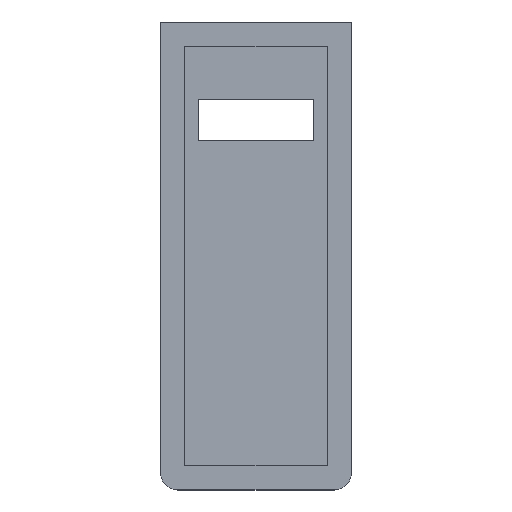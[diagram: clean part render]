
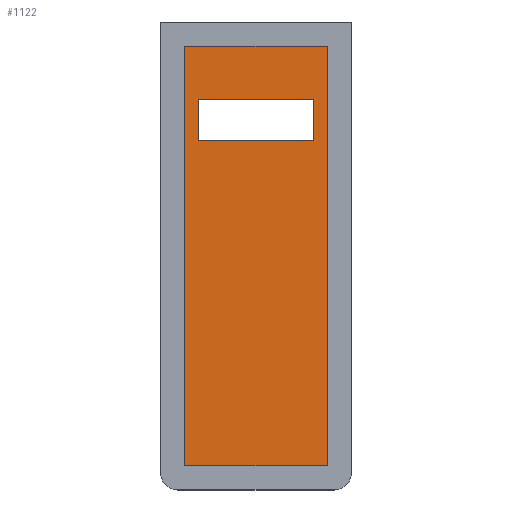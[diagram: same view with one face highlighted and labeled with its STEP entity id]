
A CAD part, top view. The second image highlights one B-rep face of the part: STEP entity #1122.
In plain terms, the highlighted planar face has unit normal (0, 0, 1).
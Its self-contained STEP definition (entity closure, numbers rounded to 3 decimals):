
#296 = PLANE('',#297);
#297 = AXIS2_PLACEMENT_3D('',#298,#299,#300);
#298 = CARTESIAN_POINT('',(-6.15,-11.3,-24.));
#299 = DIRECTION('',(0.,-1.,0.));
#300 = DIRECTION('',(1.,0.,0.));
#324 = PLANE('',#325);
#325 = AXIS2_PLACEMENT_3D('',#326,#327,#328);
#326 = CARTESIAN_POINT('',(-6.15,24.9,-24.));
#327 = DIRECTION('',(-1.,0.,0.));
#328 = DIRECTION('',(0.,-1.,0.));
#352 = PLANE('',#353);
#353 = AXIS2_PLACEMENT_3D('',#354,#355,#356);
#354 = CARTESIAN_POINT('',(6.15,24.9,-24.));
#355 = DIRECTION('',(0.,1.,0.));
#356 = DIRECTION('',(-1.,0.,0.));
#378 = PLANE('',#379);
#379 = AXIS2_PLACEMENT_3D('',#380,#381,#382);
#380 = CARTESIAN_POINT('',(6.15,24.9,-24.));
#381 = DIRECTION('',(-1.,0.,0.));
#382 = DIRECTION('',(0.,-1.,0.));
#586 = PLANE('',#587);
#587 = AXIS2_PLACEMENT_3D('',#588,#589,#590);
#588 = CARTESIAN_POINT('',(-5.,16.8,-29.));
#589 = DIRECTION('',(0.,1.,0.));
#590 = DIRECTION('',(0.,0.,1.));
#612 = PLANE('',#613);
#613 = AXIS2_PLACEMENT_3D('',#614,#615,#616);
#614 = CARTESIAN_POINT('',(-5.,16.8,-29.));
#615 = DIRECTION('',(1.,0.,0.));
#616 = DIRECTION('',(0.,0.,1.));
#638 = PLANE('',#639);
#639 = AXIS2_PLACEMENT_3D('',#640,#641,#642);
#640 = CARTESIAN_POINT('',(-5.,20.3,-29.));
#641 = DIRECTION('',(0.,1.,0.));
#642 = DIRECTION('',(0.,0.,1.));
#662 = PLANE('',#663);
#663 = AXIS2_PLACEMENT_3D('',#664,#665,#666);
#664 = CARTESIAN_POINT('',(5.,16.8,-29.));
#665 = DIRECTION('',(1.,0.,0.));
#666 = DIRECTION('',(0.,0.,1.));
#738 = VERTEX_POINT('',#739);
#739 = CARTESIAN_POINT('',(-6.15,-11.3,-24.));
#762 = VERTEX_POINT('',#763);
#763 = CARTESIAN_POINT('',(6.15,-11.3,-24.));
#784 = EDGE_CURVE('',#738,#762,#785,.T.);
#785 = SURFACE_CURVE('',#786,(#790,#797),.PCURVE_S1.);
#786 = LINE('',#787,#788);
#787 = CARTESIAN_POINT('',(-6.25,-11.3,-24.));
#788 = VECTOR('',#789,1.);
#789 = DIRECTION('',(1.,0.,0.));
#790 = PCURVE('',#296,#791);
#791 = DEFINITIONAL_REPRESENTATION('',(#792),#796);
#792 = LINE('',#793,#794);
#793 = CARTESIAN_POINT('',(-0.1,0.));
#794 = VECTOR('',#795,1.);
#795 = DIRECTION('',(1.,0.));
#796 = ( GEOMETRIC_REPRESENTATION_CONTEXT(2) 
PARAMETRIC_REPRESENTATION_CONTEXT() REPRESENTATION_CONTEXT('2D SPACE',''
  ) );
#797 = PCURVE('',#798,#803);
#798 = PLANE('',#799);
#799 = AXIS2_PLACEMENT_3D('',#800,#801,#802);
#800 = CARTESIAN_POINT('',(0.,6.8,-24.));
#801 = DIRECTION('',(0.,0.,1.));
#802 = DIRECTION('',(1.,0.,0.));
#803 = DEFINITIONAL_REPRESENTATION('',(#804),#808);
#804 = LINE('',#805,#806);
#805 = CARTESIAN_POINT('',(-6.25,-18.1));
#806 = VECTOR('',#807,1.);
#807 = DIRECTION('',(1.,0.));
#808 = ( GEOMETRIC_REPRESENTATION_CONTEXT(2) 
PARAMETRIC_REPRESENTATION_CONTEXT() REPRESENTATION_CONTEXT('2D SPACE',''
  ) );
#814 = VERTEX_POINT('',#815);
#815 = CARTESIAN_POINT('',(6.15,24.9,-24.));
#838 = EDGE_CURVE('',#814,#762,#839,.T.);
#839 = SURFACE_CURVE('',#840,(#844,#851),.PCURVE_S1.);
#840 = LINE('',#841,#842);
#841 = CARTESIAN_POINT('',(6.15,25.,-24.));
#842 = VECTOR('',#843,1.);
#843 = DIRECTION('',(0.,-1.,0.));
#844 = PCURVE('',#378,#845);
#845 = DEFINITIONAL_REPRESENTATION('',(#846),#850);
#846 = LINE('',#847,#848);
#847 = CARTESIAN_POINT('',(-0.1,0.));
#848 = VECTOR('',#849,1.);
#849 = DIRECTION('',(1.,0.));
#850 = ( GEOMETRIC_REPRESENTATION_CONTEXT(2) 
PARAMETRIC_REPRESENTATION_CONTEXT() REPRESENTATION_CONTEXT('2D SPACE',''
  ) );
#851 = PCURVE('',#798,#852);
#852 = DEFINITIONAL_REPRESENTATION('',(#853),#857);
#853 = LINE('',#854,#855);
#854 = CARTESIAN_POINT('',(6.15,18.2));
#855 = VECTOR('',#856,1.);
#856 = DIRECTION('',(0.,-1.));
#857 = ( GEOMETRIC_REPRESENTATION_CONTEXT(2) 
PARAMETRIC_REPRESENTATION_CONTEXT() REPRESENTATION_CONTEXT('2D SPACE',''
  ) );
#865 = VERTEX_POINT('',#866);
#866 = CARTESIAN_POINT('',(-6.15,24.9,-24.));
#887 = EDGE_CURVE('',#814,#865,#888,.T.);
#888 = SURFACE_CURVE('',#889,(#893,#900),.PCURVE_S1.);
#889 = LINE('',#890,#891);
#890 = CARTESIAN_POINT('',(6.25,24.9,-24.));
#891 = VECTOR('',#892,1.);
#892 = DIRECTION('',(-1.,0.,0.));
#893 = PCURVE('',#352,#894);
#894 = DEFINITIONAL_REPRESENTATION('',(#895),#899);
#895 = LINE('',#896,#897);
#896 = CARTESIAN_POINT('',(-0.1,0.));
#897 = VECTOR('',#898,1.);
#898 = DIRECTION('',(1.,0.));
#899 = ( GEOMETRIC_REPRESENTATION_CONTEXT(2) 
PARAMETRIC_REPRESENTATION_CONTEXT() REPRESENTATION_CONTEXT('2D SPACE',''
  ) );
#900 = PCURVE('',#798,#901);
#901 = DEFINITIONAL_REPRESENTATION('',(#902),#906);
#902 = LINE('',#903,#904);
#903 = CARTESIAN_POINT('',(6.25,18.1));
#904 = VECTOR('',#905,1.);
#905 = DIRECTION('',(-1.,0.));
#906 = ( GEOMETRIC_REPRESENTATION_CONTEXT(2) 
PARAMETRIC_REPRESENTATION_CONTEXT() REPRESENTATION_CONTEXT('2D SPACE',''
  ) );
#914 = EDGE_CURVE('',#865,#738,#915,.T.);
#915 = SURFACE_CURVE('',#916,(#920,#927),.PCURVE_S1.);
#916 = LINE('',#917,#918);
#917 = CARTESIAN_POINT('',(-6.15,25.,-24.));
#918 = VECTOR('',#919,1.);
#919 = DIRECTION('',(0.,-1.,0.));
#920 = PCURVE('',#324,#921);
#921 = DEFINITIONAL_REPRESENTATION('',(#922),#926);
#922 = LINE('',#923,#924);
#923 = CARTESIAN_POINT('',(-0.1,0.));
#924 = VECTOR('',#925,1.);
#925 = DIRECTION('',(1.,0.));
#926 = ( GEOMETRIC_REPRESENTATION_CONTEXT(2) 
PARAMETRIC_REPRESENTATION_CONTEXT() REPRESENTATION_CONTEXT('2D SPACE',''
  ) );
#927 = PCURVE('',#798,#928);
#928 = DEFINITIONAL_REPRESENTATION('',(#929),#933);
#929 = LINE('',#930,#931);
#930 = CARTESIAN_POINT('',(-6.15,18.2));
#931 = VECTOR('',#932,1.);
#932 = DIRECTION('',(0.,-1.));
#933 = ( GEOMETRIC_REPRESENTATION_CONTEXT(2) 
PARAMETRIC_REPRESENTATION_CONTEXT() REPRESENTATION_CONTEXT('2D SPACE',''
  ) );
#939 = VERTEX_POINT('',#940);
#940 = CARTESIAN_POINT('',(5.,16.8,-24.));
#963 = VERTEX_POINT('',#964);
#964 = CARTESIAN_POINT('',(-5.,16.8,-24.));
#985 = EDGE_CURVE('',#939,#963,#986,.T.);
#986 = SURFACE_CURVE('',#987,(#991,#997),.PCURVE_S1.);
#987 = LINE('',#988,#989);
#988 = CARTESIAN_POINT('',(-2.5,16.8,-24.));
#989 = VECTOR('',#990,1.);
#990 = DIRECTION('',(-1.,0.,0.));
#991 = PCURVE('',#586,#992);
#992 = DEFINITIONAL_REPRESENTATION('',(#993),#996);
#993 = B_SPLINE_CURVE_WITH_KNOTS('',1,(#994,#995),.UNSPECIFIED.,.F.,.F.,
  (2,2),(-8.5,3.5),.PIECEWISE_BEZIER_KNOTS.);
#994 = CARTESIAN_POINT('',(5.,11.));
#995 = CARTESIAN_POINT('',(5.,-1.));
#996 = ( GEOMETRIC_REPRESENTATION_CONTEXT(2) 
PARAMETRIC_REPRESENTATION_CONTEXT() REPRESENTATION_CONTEXT('2D SPACE',''
  ) );
#997 = PCURVE('',#798,#998);
#998 = DEFINITIONAL_REPRESENTATION('',(#999),#1002);
#999 = B_SPLINE_CURVE_WITH_KNOTS('',1,(#1000,#1001),.UNSPECIFIED.,.F.,
  .F.,(2,2),(-8.5,3.5),.PIECEWISE_BEZIER_KNOTS.);
#1000 = CARTESIAN_POINT('',(6.,10.));
#1001 = CARTESIAN_POINT('',(-6.,10.));
#1002 = ( GEOMETRIC_REPRESENTATION_CONTEXT(2) 
PARAMETRIC_REPRESENTATION_CONTEXT() REPRESENTATION_CONTEXT('2D SPACE',''
  ) );
#1010 = VERTEX_POINT('',#1011);
#1011 = CARTESIAN_POINT('',(5.,20.3,-24.));
#1032 = EDGE_CURVE('',#939,#1010,#1033,.T.);
#1033 = SURFACE_CURVE('',#1034,(#1038,#1044),.PCURVE_S1.);
#1034 = LINE('',#1035,#1036);
#1035 = CARTESIAN_POINT('',(5.,11.8,-24.));
#1036 = VECTOR('',#1037,1.);
#1037 = DIRECTION('',(0.,1.,0.));
#1038 = PCURVE('',#662,#1039);
#1039 = DEFINITIONAL_REPRESENTATION('',(#1040),#1043);
#1040 = B_SPLINE_CURVE_WITH_KNOTS('',1,(#1041,#1042),.UNSPECIFIED.,.F.,
  .F.,(2,2),(4.65,8.85),.PIECEWISE_BEZIER_KNOTS.);
#1041 = CARTESIAN_POINT('',(5.,0.35));
#1042 = CARTESIAN_POINT('',(5.,-3.85));
#1043 = ( GEOMETRIC_REPRESENTATION_CONTEXT(2) 
PARAMETRIC_REPRESENTATION_CONTEXT() REPRESENTATION_CONTEXT('2D SPACE',''
  ) );
#1044 = PCURVE('',#798,#1045);
#1045 = DEFINITIONAL_REPRESENTATION('',(#1046),#1049);
#1046 = B_SPLINE_CURVE_WITH_KNOTS('',1,(#1047,#1048),.UNSPECIFIED.,.F.,
  .F.,(2,2),(4.65,8.85),.PIECEWISE_BEZIER_KNOTS.);
#1047 = CARTESIAN_POINT('',(5.,9.65));
#1048 = CARTESIAN_POINT('',(5.,13.85));
#1049 = ( GEOMETRIC_REPRESENTATION_CONTEXT(2) 
PARAMETRIC_REPRESENTATION_CONTEXT() REPRESENTATION_CONTEXT('2D SPACE',''
  ) );
#1057 = VERTEX_POINT('',#1058);
#1058 = CARTESIAN_POINT('',(-5.,20.3,-24.));
#1079 = EDGE_CURVE('',#1010,#1057,#1080,.T.);
#1080 = SURFACE_CURVE('',#1081,(#1085,#1091),.PCURVE_S1.);
#1081 = LINE('',#1082,#1083);
#1082 = CARTESIAN_POINT('',(-2.5,20.3,-24.));
#1083 = VECTOR('',#1084,1.);
#1084 = DIRECTION('',(-1.,0.,0.));
#1085 = PCURVE('',#638,#1086);
#1086 = DEFINITIONAL_REPRESENTATION('',(#1087),#1090);
#1087 = B_SPLINE_CURVE_WITH_KNOTS('',1,(#1088,#1089),.UNSPECIFIED.,.F.,
  .F.,(2,2),(-8.5,3.5),.PIECEWISE_BEZIER_KNOTS.);
#1088 = CARTESIAN_POINT('',(5.,11.));
#1089 = CARTESIAN_POINT('',(5.,-1.));
#1090 = ( GEOMETRIC_REPRESENTATION_CONTEXT(2) 
PARAMETRIC_REPRESENTATION_CONTEXT() REPRESENTATION_CONTEXT('2D SPACE',''
  ) );
#1091 = PCURVE('',#798,#1092);
#1092 = DEFINITIONAL_REPRESENTATION('',(#1093),#1096);
#1093 = B_SPLINE_CURVE_WITH_KNOTS('',1,(#1094,#1095),.UNSPECIFIED.,.F.,
  .F.,(2,2),(-8.5,3.5),.PIECEWISE_BEZIER_KNOTS.);
#1094 = CARTESIAN_POINT('',(6.,13.5));
#1095 = CARTESIAN_POINT('',(-6.,13.5));
#1096 = ( GEOMETRIC_REPRESENTATION_CONTEXT(2) 
PARAMETRIC_REPRESENTATION_CONTEXT() REPRESENTATION_CONTEXT('2D SPACE',''
  ) );
#1104 = EDGE_CURVE('',#963,#1057,#1105,.T.);
#1105 = SURFACE_CURVE('',#1106,(#1110,#1116),.PCURVE_S1.);
#1106 = LINE('',#1107,#1108);
#1107 = CARTESIAN_POINT('',(-5.,11.8,-24.));
#1108 = VECTOR('',#1109,1.);
#1109 = DIRECTION('',(0.,1.,0.));
#1110 = PCURVE('',#612,#1111);
#1111 = DEFINITIONAL_REPRESENTATION('',(#1112),#1115);
#1112 = B_SPLINE_CURVE_WITH_KNOTS('',1,(#1113,#1114),.UNSPECIFIED.,.F.,
  .F.,(2,2),(4.65,8.85),.PIECEWISE_BEZIER_KNOTS.);
#1113 = CARTESIAN_POINT('',(5.,0.35));
#1114 = CARTESIAN_POINT('',(5.,-3.85));
#1115 = ( GEOMETRIC_REPRESENTATION_CONTEXT(2) 
PARAMETRIC_REPRESENTATION_CONTEXT() REPRESENTATION_CONTEXT('2D SPACE',''
  ) );
#1116 = PCURVE('',#798,#1117);
#1117 = DEFINITIONAL_REPRESENTATION('',(#1118),#1121);
#1118 = B_SPLINE_CURVE_WITH_KNOTS('',1,(#1119,#1120),.UNSPECIFIED.,.F.,
  .F.,(2,2),(4.65,8.85),.PIECEWISE_BEZIER_KNOTS.);
#1119 = CARTESIAN_POINT('',(-5.,9.65));
#1120 = CARTESIAN_POINT('',(-5.,13.85));
#1121 = ( GEOMETRIC_REPRESENTATION_CONTEXT(2) 
PARAMETRIC_REPRESENTATION_CONTEXT() REPRESENTATION_CONTEXT('2D SPACE',''
  ) );
#1122 = ADVANCED_FACE('',(#1123,#1129),#798,.T.);
#1123 = FACE_BOUND('',#1124,.T.);
#1124 = EDGE_LOOP('',(#1125,#1126,#1127,#1128));
#1125 = ORIENTED_EDGE('',*,*,#784,.T.);
#1126 = ORIENTED_EDGE('',*,*,#838,.F.);
#1127 = ORIENTED_EDGE('',*,*,#887,.T.);
#1128 = ORIENTED_EDGE('',*,*,#914,.T.);
#1129 = FACE_BOUND('',#1130,.T.);
#1130 = EDGE_LOOP('',(#1131,#1132,#1133,#1134));
#1131 = ORIENTED_EDGE('',*,*,#985,.T.);
#1132 = ORIENTED_EDGE('',*,*,#1104,.T.);
#1133 = ORIENTED_EDGE('',*,*,#1079,.F.);
#1134 = ORIENTED_EDGE('',*,*,#1032,.F.);
